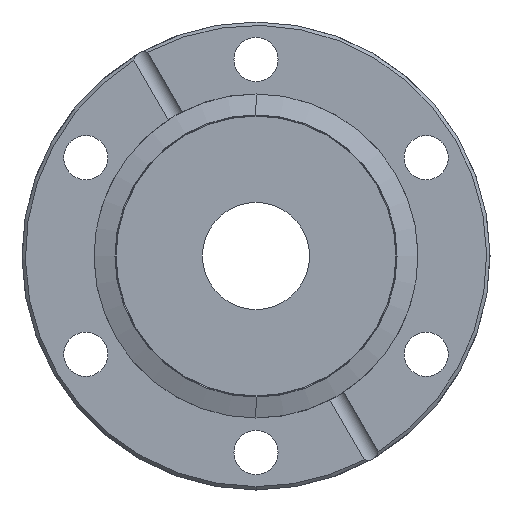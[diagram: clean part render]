
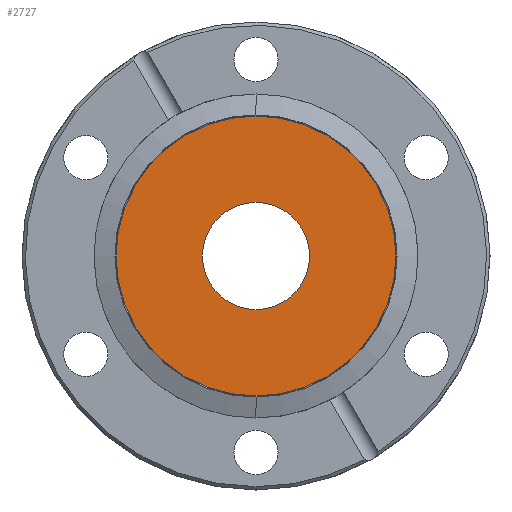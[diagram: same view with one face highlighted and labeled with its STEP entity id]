
A CAD part, left-side view. The second image highlights one B-rep face of the part: STEP entity #2727.
In plain terms, the highlighted planar face has unit normal (-1, 0, 0).
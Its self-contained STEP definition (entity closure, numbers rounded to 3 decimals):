
#158 = CARTESIAN_POINT ( 'NONE',  ( 1.2, 0., 0. ) ) ;
#316 = ORIENTED_EDGE ( 'NONE', *, *, #1432, .T. ) ;
#335 = ORIENTED_EDGE ( 'NONE', *, *, #1333, .F. ) ;
#371 = CIRCLE ( 'NONE', #2133, 20.898 ) ;
#378 = ORIENTED_EDGE ( 'NONE', *, *, #1034, .T. ) ;
#453 = ORIENTED_EDGE ( 'NONE', *, *, #1340, .F. ) ;
#511 = DIRECTION ( 'NONE',  ( 0., 0., 1. ) ) ;
#521 = DIRECTION ( 'NONE',  ( -1., 0., 0. ) ) ;
#789 = PLANE ( 'NONE',  #1442 ) ;
#887 = CIRCLE ( 'NONE', #2575, 20.898 ) ;
#924 = EDGE_LOOP ( 'NONE', ( #453, #335 ) ) ;
#936 = CIRCLE ( 'NONE', #2196, 8. ) ;
#984 = DIRECTION ( 'NONE',  ( 0., 0., 1. ) ) ;
#988 = CIRCLE ( 'NONE', #2219, 8. ) ;
#990 = DIRECTION ( 'NONE',  ( -1., 0., 0. ) ) ;
#994 = CARTESIAN_POINT ( 'NONE',  ( 1.2, 0., 0. ) ) ;
#1004 = CARTESIAN_POINT ( 'NONE',  ( 1.2, 0., -8. ) ) ;
#1034 = EDGE_CURVE ( 'NONE', #2002, #1393, #887, .T. ) ;
#1236 = DIRECTION ( 'NONE',  ( -1., 0., 0. ) ) ;
#1278 = DIRECTION ( 'NONE',  ( 0., 0., 1. ) ) ;
#1333 = EDGE_CURVE ( 'NONE', #1957, #1496, #988, .T. ) ;
#1340 = EDGE_CURVE ( 'NONE', #1496, #1957, #936, .T. ) ;
#1393 = VERTEX_POINT ( 'NONE', #1592 ) ;
#1432 = EDGE_CURVE ( 'NONE', #1393, #2002, #371, .T. ) ;
#1442 = AXIS2_PLACEMENT_3D ( 'NONE', #158, #521, #511 ) ;
#1496 = VERTEX_POINT ( 'NONE', #1004 ) ;
#1592 = CARTESIAN_POINT ( 'NONE',  ( 1.2, 0., 20.898 ) ) ;
#1708 = CARTESIAN_POINT ( 'NONE',  ( 1.2, 0., 0. ) ) ;
#1809 = DIRECTION ( 'NONE',  ( 0., 0., 1. ) ) ;
#1820 = DIRECTION ( 'NONE',  ( -1., 0., 0. ) ) ;
#1829 = CARTESIAN_POINT ( 'NONE',  ( 1.2, 0., 0. ) ) ;
#1846 = FACE_OUTER_BOUND ( 'NONE', #2326, .T. ) ;
#1882 = FACE_BOUND ( 'NONE', #924, .T. ) ;
#1905 = DIRECTION ( 'NONE',  ( 0., 0., 1. ) ) ;
#1910 = DIRECTION ( 'NONE',  ( -1., 0., 0. ) ) ;
#1911 = CARTESIAN_POINT ( 'NONE',  ( 1.2, 0., 0. ) ) ;
#1957 = VERTEX_POINT ( 'NONE', #2148 ) ;
#2002 = VERTEX_POINT ( 'NONE', #2100 ) ;
#2100 = CARTESIAN_POINT ( 'NONE',  ( 1.2, 0., -20.898 ) ) ;
#2133 = AXIS2_PLACEMENT_3D ( 'NONE', #994, #990, #984 ) ;
#2148 = CARTESIAN_POINT ( 'NONE',  ( 1.2, 0., 8. ) ) ;
#2196 = AXIS2_PLACEMENT_3D ( 'NONE', #1829, #1820, #1809 ) ;
#2219 = AXIS2_PLACEMENT_3D ( 'NONE', #1911, #1910, #1905 ) ;
#2326 = EDGE_LOOP ( 'NONE', ( #316, #378 ) ) ;
#2575 = AXIS2_PLACEMENT_3D ( 'NONE', #1708, #1236, #1278 ) ;
#2727 = ADVANCED_FACE ( 'NONE', ( #1882, #1846 ), #789, .T. ) ;
